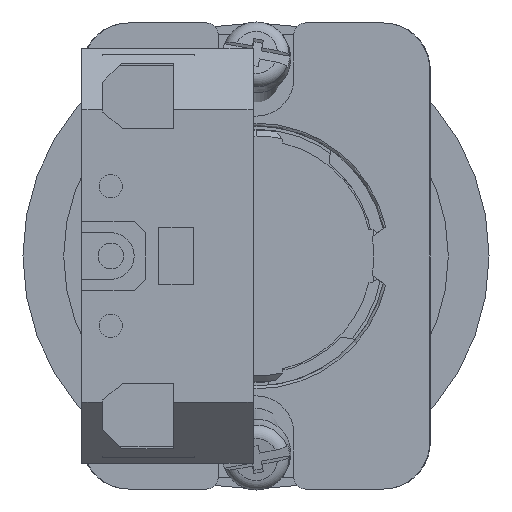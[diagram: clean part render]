
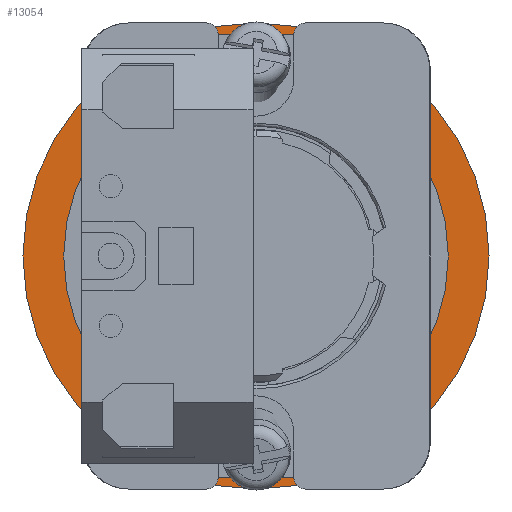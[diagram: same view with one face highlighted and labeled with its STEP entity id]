
A CAD part, front view. The second image highlights one B-rep face of the part: STEP entity #13054.
In plain terms, the highlighted planar face has unit normal (0, -1, 0).
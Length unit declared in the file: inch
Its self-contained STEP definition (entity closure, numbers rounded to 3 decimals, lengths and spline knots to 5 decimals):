
#355 = DIRECTION ( 'NONE',  ( 0., 1., 0. ) ) ;
#673 = EDGE_CURVE ( 'NONE', #3261, #2441, #2513, .T. ) ;
#1419 = AXIS2_PLACEMENT_3D ( 'NONE', #6492, #355, #7535 ) ;
#1747 = CIRCLE ( 'NONE', #1419, 0.7874 ) ;
#1984 = CIRCLE ( 'NONE', #11837, 0.64961 ) ;
#2441 = VERTEX_POINT ( 'NONE', #7028 ) ;
#2447 = CARTESIAN_POINT ( 'NONE',  ( -0.64961, 1.47205, 0. ) ) ;
#2482 = ORIENTED_EDGE ( 'NONE', *, *, #4999, .T. ) ;
#2513 = CIRCLE ( 'NONE', #7399, 0.7874 ) ;
#3261 = VERTEX_POINT ( 'NONE', #10209 ) ;
#3420 = CARTESIAN_POINT ( 'NONE',  ( 0., 1.47205, 0. ) ) ;
#3701 = EDGE_LOOP ( 'NONE', ( #5373, #2482 ) ) ;
#3819 = FACE_OUTER_BOUND ( 'NONE', #7640, .T. ) ;
#4365 = CARTESIAN_POINT ( 'NONE',  ( 0., 1.47205, 0. ) ) ;
#4486 = DIRECTION ( 'NONE',  ( 0., 0., 1. ) ) ;
#4516 = DIRECTION ( 'NONE',  ( 0., -1., 0. ) ) ;
#4655 = CARTESIAN_POINT ( 'NONE',  ( 0., 1.47205, 0.64961 ) ) ;
#4999 = EDGE_CURVE ( 'NONE', #7773, #12047, #1984, .T. ) ;
#5254 = CARTESIAN_POINT ( 'NONE',  ( 0., 1.47205, 0. ) ) ;
#5373 = ORIENTED_EDGE ( 'NONE', *, *, #12517, .T. ) ;
#5386 = DIRECTION ( 'NONE',  ( 0., 0., 1. ) ) ;
#6276 = DIRECTION ( 'NONE',  ( 0., 0., 1. ) ) ;
#6492 = CARTESIAN_POINT ( 'NONE',  ( 0., 1.47205, 0. ) ) ;
#6906 = AXIS2_PLACEMENT_3D ( 'NONE', #2447, #4516, #11693 ) ;
#7028 = CARTESIAN_POINT ( 'NONE',  ( 0., 1.47205, -0.7874 ) ) ;
#7399 = AXIS2_PLACEMENT_3D ( 'NONE', #3420, #10618, #4486 ) ;
#7535 = DIRECTION ( 'NONE',  ( 0., 0., 1. ) ) ;
#7570 = PLANE ( 'NONE',  #6906 ) ;
#7640 = EDGE_LOOP ( 'NONE', ( #11594, #13041 ) ) ;
#7773 = VERTEX_POINT ( 'NONE', #8388 ) ;
#8360 = AXIS2_PLACEMENT_3D ( 'NONE', #4365, #11531, #5386 ) ;
#8388 = CARTESIAN_POINT ( 'NONE',  ( 0., 1.47205, -0.64961 ) ) ;
#9281 = FACE_BOUND ( 'NONE', #3701, .T. ) ;
#10209 = CARTESIAN_POINT ( 'NONE',  ( 0., 1.47205, 0.7874 ) ) ;
#10618 = DIRECTION ( 'NONE',  ( 0., 1., 0. ) ) ;
#11531 = DIRECTION ( 'NONE',  ( 0., 1., 0. ) ) ;
#11594 = ORIENTED_EDGE ( 'NONE', *, *, #673, .F. ) ;
#11693 = DIRECTION ( 'NONE',  ( 0., 0., -1. ) ) ;
#11837 = AXIS2_PLACEMENT_3D ( 'NONE', #5254, #12414, #6276 ) ;
#11882 = CIRCLE ( 'NONE', #8360, 0.64961 ) ;
#12047 = VERTEX_POINT ( 'NONE', #4655 ) ;
#12414 = DIRECTION ( 'NONE',  ( 0., 1., 0. ) ) ;
#12517 = EDGE_CURVE ( 'NONE', #12047, #7773, #11882, .T. ) ;
#13001 = EDGE_CURVE ( 'NONE', #2441, #3261, #1747, .T. ) ;
#13041 = ORIENTED_EDGE ( 'NONE', *, *, #13001, .F. ) ;
#13054 = ADVANCED_FACE ( 'NONE', ( #9281, #3819 ), #7570, .T. ) ;
